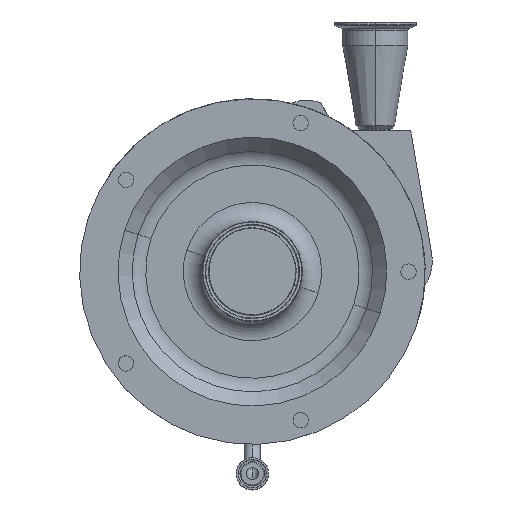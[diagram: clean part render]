
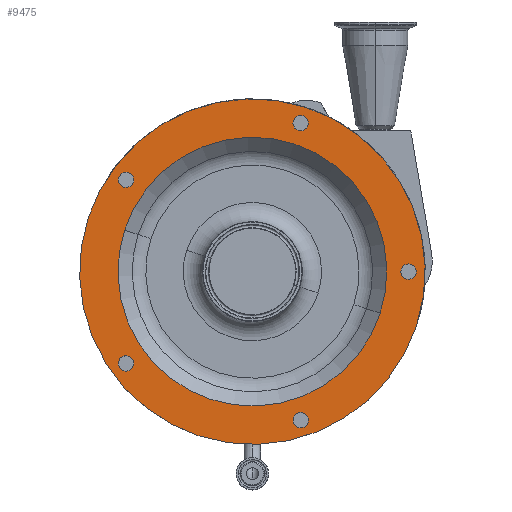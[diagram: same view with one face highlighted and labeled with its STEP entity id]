
A CAD part, top view. The second image highlights one B-rep face of the part: STEP entity #9475.
In plain terms, the highlighted planar face has unit normal (0, 0, 1).
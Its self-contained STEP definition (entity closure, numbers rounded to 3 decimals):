
#67 = EDGE_LOOP ( 'NONE', ( #1750, #1416 ) ) ;
#169 = AXIS2_PLACEMENT_3D ( 'NONE', #14955, #5309, #3218 ) ;
#316 = EDGE_CURVE ( 'NONE', #6353, #1782, #926, .T. ) ;
#407 = CIRCLE ( 'NONE', #11077, 135. ) ;
#530 = ORIENTED_EDGE ( 'NONE', *, *, #7974, .F. ) ;
#574 = CIRCLE ( 'NONE', #2549, 6. ) ;
#926 = CIRCLE ( 'NONE', #7580, 6. ) ;
#1120 = ORIENTED_EDGE ( 'NONE', *, *, #15144, .F. ) ;
#1153 = AXIS2_PLACEMENT_3D ( 'NONE', #12468, #12395, #11325 ) ;
#1217 = DIRECTION ( 'NONE',  ( 0.951, -0.309, 0. ) ) ;
#1231 = ORIENTED_EDGE ( 'NONE', *, *, #316, .F. ) ;
#1416 = ORIENTED_EDGE ( 'NONE', *, *, #13292, .F. ) ;
#1566 = ORIENTED_EDGE ( 'NONE', *, *, #6295, .F. ) ;
#1618 = FACE_BOUND ( 'NONE', #67, .T. ) ;
#1713 = VERTEX_POINT ( 'NONE', #13543 ) ;
#1747 = CARTESIAN_POINT ( 'NONE',  ( 122., 0., 197.5 ) ) ;
#1750 = ORIENTED_EDGE ( 'NONE', *, *, #5235, .F. ) ;
#1782 = VERTEX_POINT ( 'NONE', #7862 ) ;
#1861 = DIRECTION ( 'NONE',  ( 0., 0., 1. ) ) ;
#1933 = FACE_BOUND ( 'NONE', #2802, .T. ) ;
#2118 = DIRECTION ( 'NONE',  ( 0.588, 0.809, 0. ) ) ;
#2241 = CARTESIAN_POINT ( 'NONE',  ( 0., 0., 197.5 ) ) ;
#2268 = ORIENTED_EDGE ( 'NONE', *, *, #3937, .F. ) ;
#2378 = CARTESIAN_POINT ( 'NONE',  ( -98.7, 71.71, 197.5 ) ) ;
#2448 = DIRECTION ( 'NONE',  ( 0., 0., 1. ) ) ;
#2549 = AXIS2_PLACEMENT_3D ( 'NONE', #15339, #2448, #1217 ) ;
#2611 = CIRCLE ( 'NONE', #15012, 6. ) ;
#2775 = AXIS2_PLACEMENT_3D ( 'NONE', #10131, #14889, #3069 ) ;
#2802 = EDGE_LOOP ( 'NONE', ( #1231, #9059 ) ) ;
#3018 = DIRECTION ( 'NONE',  ( -0.588, 0.809, 0. ) ) ;
#3069 = DIRECTION ( 'NONE',  ( -0.951, -0.309, 0. ) ) ;
#3198 = AXIS2_PLACEMENT_3D ( 'NONE', #8191, #1861, #3018 ) ;
#3214 = DIRECTION ( 'NONE',  ( 0., -1., 0. ) ) ;
#3218 = DIRECTION ( 'NONE',  ( 0.951, -0.309, 0. ) ) ;
#3405 = DIRECTION ( 'NONE',  ( 0., -1., 0. ) ) ;
#3549 = AXIS2_PLACEMENT_3D ( 'NONE', #7801, #12556, #6631 ) ;
#3586 = EDGE_LOOP ( 'NONE', ( #2268, #12052 ) ) ;
#3640 = VERTEX_POINT ( 'NONE', #4273 ) ;
#3812 = EDGE_CURVE ( 'NONE', #11427, #11778, #12628, .T. ) ;
#3937 = EDGE_CURVE ( 'NONE', #8637, #11015, #574, .T. ) ;
#3938 = AXIS2_PLACEMENT_3D ( 'NONE', #12735, #7834, #2118 ) ;
#4248 = DIRECTION ( 'NONE',  ( 0., -1., 0. ) ) ;
#4273 = CARTESIAN_POINT ( 'NONE',  ( -104.406, 73.564, 197.5 ) ) ;
#4352 = CARTESIAN_POINT ( 'NONE',  ( 0., 0., 197.5 ) ) ;
#4500 = DIRECTION ( 'NONE',  ( 0.951, -0.309, 0. ) ) ;
#4818 = CARTESIAN_POINT ( 'NONE',  ( 37.7, 110.029, 197.5 ) ) ;
#5235 = EDGE_CURVE ( 'NONE', #3640, #10794, #9640, .T. ) ;
#5281 = ORIENTED_EDGE ( 'NONE', *, *, #14866, .T. ) ;
#5309 = DIRECTION ( 'NONE',  ( 0., 0., 1. ) ) ;
#5319 = CIRCLE ( 'NONE', #9292, 6. ) ;
#5333 = FACE_OUTER_BOUND ( 'NONE', #8901, .T. ) ;
#5488 = FACE_BOUND ( 'NONE', #3586, .T. ) ;
#5639 = CARTESIAN_POINT ( 'NONE',  ( -102.227, -76.564, 197.5 ) ) ;
#5738 = AXIS2_PLACEMENT_3D ( 'NONE', #8985, #13666, #4248 ) ;
#5790 = DIRECTION ( 'NONE',  ( 0.588, 0.809, 0. ) ) ;
#5877 = VERTEX_POINT ( 'NONE', #7462 ) ;
#6295 = EDGE_CURVE ( 'NONE', #11778, #11427, #2611, .T. ) ;
#6353 = VERTEX_POINT ( 'NONE', #7368 ) ;
#6497 = FACE_BOUND ( 'NONE', #7149, .T. ) ;
#6631 = DIRECTION ( 'NONE',  ( 0.951, -0.309, 0. ) ) ;
#6715 = CIRCLE ( 'NONE', #10697, 6. ) ;
#6957 = DIRECTION ( 'NONE',  ( 0., 0., 1. ) ) ;
#7149 = EDGE_LOOP ( 'NONE', ( #1566, #7607 ) ) ;
#7282 = CARTESIAN_POINT ( 'NONE',  ( 37.7, -116.029, 197.5 ) ) ;
#7368 = CARTESIAN_POINT ( 'NONE',  ( 41.227, -120.883, 197.5 ) ) ;
#7462 = CARTESIAN_POINT ( 'NONE',  ( -99.861, 32.447, 197.5 ) ) ;
#7580 = AXIS2_PLACEMENT_3D ( 'NONE', #7282, #14221, #13044 ) ;
#7607 = ORIENTED_EDGE ( 'NONE', *, *, #3812, .F. ) ;
#7678 = AXIS2_PLACEMENT_3D ( 'NONE', #4352, #14077, #4500 ) ;
#7801 = CARTESIAN_POINT ( 'NONE',  ( 0., 0., 197.5 ) ) ;
#7832 = DIRECTION ( 'NONE',  ( 0., 0., 1. ) ) ;
#7834 = DIRECTION ( 'NONE',  ( 0., 0., 1. ) ) ;
#7862 = CARTESIAN_POINT ( 'NONE',  ( 34.173, -111.175, 197.5 ) ) ;
#7974 = EDGE_CURVE ( 'NONE', #5877, #14305, #13663, .T. ) ;
#7999 = CIRCLE ( 'NONE', #3549, 135. ) ;
#8048 = AXIS2_PLACEMENT_3D ( 'NONE', #2378, #15199, #5790 ) ;
#8065 = CARTESIAN_POINT ( 'NONE',  ( 122., 0., 197.5 ) ) ;
#8191 = CARTESIAN_POINT ( 'NONE',  ( -98.7, -71.71, 197.5 ) ) ;
#8233 = VERTEX_POINT ( 'NONE', #13675 ) ;
#8336 = CIRCLE ( 'NONE', #169, 105. ) ;
#8479 = CARTESIAN_POINT ( 'NONE',  ( -98.7, -71.71, 197.5 ) ) ;
#8556 = DIRECTION ( 'NONE',  ( 0., 0., 1. ) ) ;
#8637 = VERTEX_POINT ( 'NONE', #12200 ) ;
#8800 = EDGE_CURVE ( 'NONE', #14029, #1713, #6715, .T. ) ;
#8901 = EDGE_LOOP ( 'NONE', ( #10798, #5281 ) ) ;
#8985 = CARTESIAN_POINT ( 'NONE',  ( 12.052, 37.091, 197.5 ) ) ;
#9037 = EDGE_LOOP ( 'NONE', ( #14686, #9244 ) ) ;
#9059 = ORIENTED_EDGE ( 'NONE', *, *, #10149, .F. ) ;
#9136 = VERTEX_POINT ( 'NONE', #11098 ) ;
#9244 = ORIENTED_EDGE ( 'NONE', *, *, #8800, .F. ) ;
#9292 = AXIS2_PLACEMENT_3D ( 'NONE', #1747, #12616, #3214 ) ;
#9475 = ADVANCED_FACE ( 'NONE', ( #5333, #11351, #1933, #6497, #1618, #5488, #13509 ), #12495, .F. ) ;
#9525 = CARTESIAN_POINT ( 'NONE',  ( 99.861, -32.447, 197.5 ) ) ;
#9640 = CIRCLE ( 'NONE', #3938, 6. ) ;
#10131 = CARTESIAN_POINT ( 'NONE',  ( 37.7, -116.029, 197.5 ) ) ;
#10149 = EDGE_CURVE ( 'NONE', #1782, #6353, #14440, .T. ) ;
#10480 = CARTESIAN_POINT ( 'NONE',  ( -95.173, -66.856, 197.5 ) ) ;
#10697 = AXIS2_PLACEMENT_3D ( 'NONE', #8065, #7832, #3405 ) ;
#10794 = VERTEX_POINT ( 'NONE', #11691 ) ;
#10798 = ORIENTED_EDGE ( 'NONE', *, *, #11820, .T. ) ;
#11015 = VERTEX_POINT ( 'NONE', #4818 ) ;
#11077 = AXIS2_PLACEMENT_3D ( 'NONE', #2241, #6957, #11726 ) ;
#11098 = CARTESIAN_POINT ( 'NONE',  ( -128.393, 41.717, 197.5 ) ) ;
#11325 = DIRECTION ( 'NONE',  ( 0.951, -0.309, 0. ) ) ;
#11351 = FACE_BOUND ( 'NONE', #9037, .T. ) ;
#11427 = VERTEX_POINT ( 'NONE', #10480 ) ;
#11691 = CARTESIAN_POINT ( 'NONE',  ( -92.994, 69.856, 197.5 ) ) ;
#11726 = DIRECTION ( 'NONE',  ( 0.951, -0.309, 0. ) ) ;
#11778 = VERTEX_POINT ( 'NONE', #5639 ) ;
#11820 = EDGE_CURVE ( 'NONE', #8233, #9136, #7999, .T. ) ;
#12052 = ORIENTED_EDGE ( 'NONE', *, *, #15217, .F. ) ;
#12200 = CARTESIAN_POINT ( 'NONE',  ( 37.7, 122.029, 197.5 ) ) ;
#12355 = CARTESIAN_POINT ( 'NONE',  ( 116.294, -1.854, 197.5 ) ) ;
#12395 = DIRECTION ( 'NONE',  ( 0., 0., 1. ) ) ;
#12468 = CARTESIAN_POINT ( 'NONE',  ( 37.7, 116.029, 197.5 ) ) ;
#12495 = PLANE ( 'NONE',  #5738 ) ;
#12556 = DIRECTION ( 'NONE',  ( 0., 0., 1. ) ) ;
#12616 = DIRECTION ( 'NONE',  ( 0., 0., 1. ) ) ;
#12628 = CIRCLE ( 'NONE', #3198, 6. ) ;
#12735 = CARTESIAN_POINT ( 'NONE',  ( -98.7, 71.71, 197.5 ) ) ;
#13044 = DIRECTION ( 'NONE',  ( -0.951, -0.309, 0. ) ) ;
#13292 = EDGE_CURVE ( 'NONE', #10794, #3640, #14757, .T. ) ;
#13509 = FACE_BOUND ( 'NONE', #13801, .T. ) ;
#13543 = CARTESIAN_POINT ( 'NONE',  ( 127.706, 1.854, 197.5 ) ) ;
#13639 = EDGE_CURVE ( 'NONE', #1713, #14029, #5319, .T. ) ;
#13663 = CIRCLE ( 'NONE', #7678, 105. ) ;
#13666 = DIRECTION ( 'NONE',  ( 0., 0., -1. ) ) ;
#13675 = CARTESIAN_POINT ( 'NONE',  ( 128.393, -41.717, 197.5 ) ) ;
#13801 = EDGE_LOOP ( 'NONE', ( #1120, #530 ) ) ;
#14029 = VERTEX_POINT ( 'NONE', #12355 ) ;
#14077 = DIRECTION ( 'NONE',  ( 0., 0., 1. ) ) ;
#14164 = DIRECTION ( 'NONE',  ( -0.588, 0.809, 0. ) ) ;
#14221 = DIRECTION ( 'NONE',  ( 0., 0., 1. ) ) ;
#14305 = VERTEX_POINT ( 'NONE', #9525 ) ;
#14440 = CIRCLE ( 'NONE', #2775, 6. ) ;
#14686 = ORIENTED_EDGE ( 'NONE', *, *, #13639, .F. ) ;
#14757 = CIRCLE ( 'NONE', #8048, 6. ) ;
#14801 = CIRCLE ( 'NONE', #1153, 6. ) ;
#14866 = EDGE_CURVE ( 'NONE', #9136, #8233, #407, .T. ) ;
#14889 = DIRECTION ( 'NONE',  ( 0., 0., 1. ) ) ;
#14955 = CARTESIAN_POINT ( 'NONE',  ( 0., 0., 197.5 ) ) ;
#15012 = AXIS2_PLACEMENT_3D ( 'NONE', #8479, #8556, #14164 ) ;
#15144 = EDGE_CURVE ( 'NONE', #14305, #5877, #8336, .T. ) ;
#15199 = DIRECTION ( 'NONE',  ( 0., 0., 1. ) ) ;
#15217 = EDGE_CURVE ( 'NONE', #11015, #8637, #14801, .T. ) ;
#15339 = CARTESIAN_POINT ( 'NONE',  ( 37.7, 116.029, 197.5 ) ) ;
